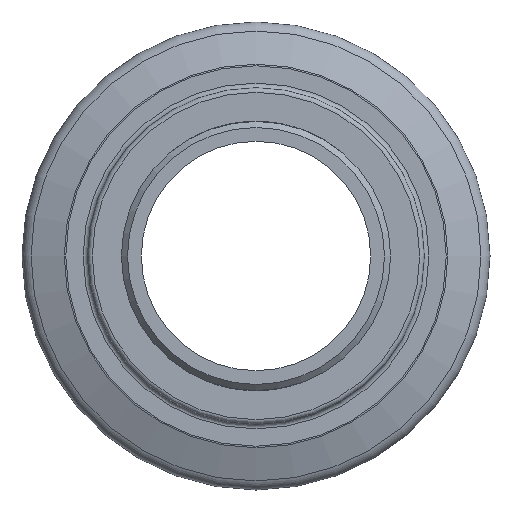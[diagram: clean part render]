
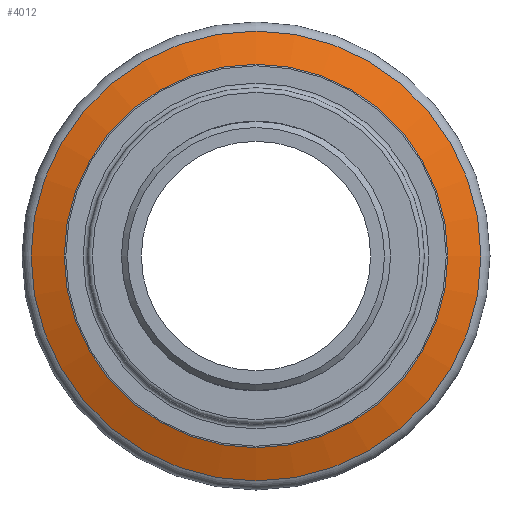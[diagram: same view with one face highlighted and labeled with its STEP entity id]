
A CAD part, left-side view. The second image highlights one B-rep face of the part: STEP entity #4012.
In plain terms, the highlighted conical face has half-angle 70 degrees and reference radius 35.293 mm.
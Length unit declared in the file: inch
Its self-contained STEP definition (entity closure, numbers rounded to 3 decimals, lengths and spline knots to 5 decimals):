
#1062=FACE_BOUND($,#1348,.T.);
#1089=FACE_OUTER_BOUND($,#1347,.T.);
#1347=EDGE_LOOP($,(#2929));
#1348=EDGE_LOOP($,(#2930));
#1642=CIRCLE($,#4318,1.47078);
#1644=CIRCLE($,#4321,1.25397);
#1872=VERTEX_POINT($,#6438);
#1874=VERTEX_POINT($,#6443);
#2296=EDGE_CURVE($,#1872,#1872,#1642,.T.);
#2298=EDGE_CURVE($,#1874,#1874,#1644,.T.);
#2929=ORIENTED_EDGE($,*,*,#2298,.F.);
#2930=ORIENTED_EDGE($,*,*,#2296,.F.);
#4004=CONICAL_SURFACE($,#4320,1.3895,70.);
#4012=ADVANCED_FACE($,(#1089,#1062),#4004,.T.);
#4318=AXIS2_PLACEMENT_3D($,#6439,#4684,#4685);
#4320=AXIS2_PLACEMENT_3D($,#6442,#4688,#4689);
#4321=AXIS2_PLACEMENT_3D($,#6444,#4690,#4691);
#4684=DIRECTION('center_axis',(1.,0.,0.));
#4685=DIRECTION('ref_axis',(0.,-1.,0.));
#4688=DIRECTION('center_axis',(1.,0.,0.));
#4689=DIRECTION('ref_axis',(0.,1.,0.));
#4690=DIRECTION('center_axis',(-1.,0.,0.));
#4691=DIRECTION('ref_axis',(0.,-1.,0.));
#6438=CARTESIAN_POINT('',(-0.24355,1.47078,0.));
#6439=CARTESIAN_POINT('Origin',(-0.24355,0.,0.));
#6442=CARTESIAN_POINT('Origin',(-0.27314,0.,0.));
#6443=CARTESIAN_POINT('',(-0.32247,1.25397,0.));
#6444=CARTESIAN_POINT('Origin',(-0.32247,0.,0.));
